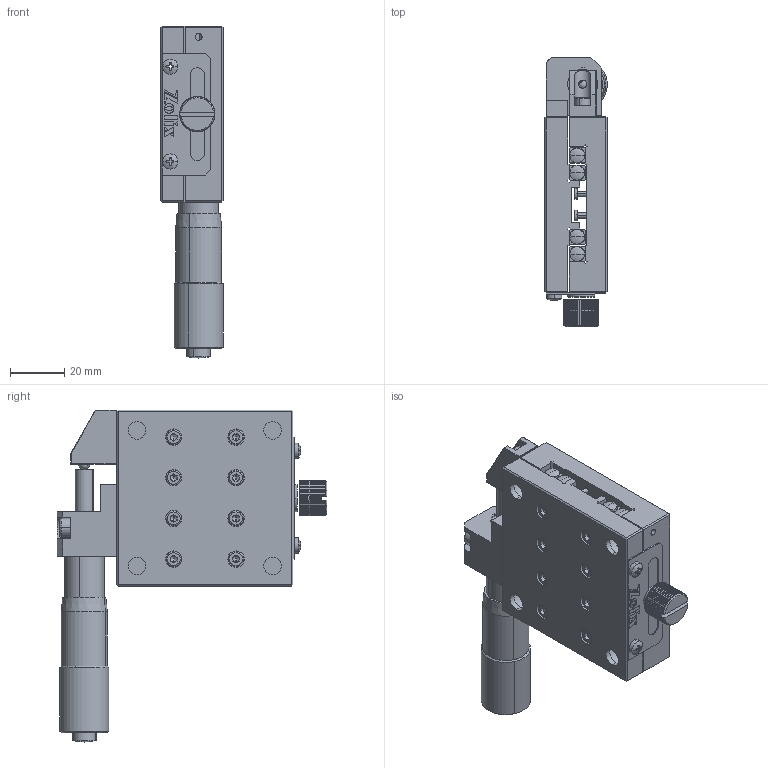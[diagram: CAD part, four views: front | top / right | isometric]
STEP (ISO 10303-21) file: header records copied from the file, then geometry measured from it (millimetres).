
FILE_DESCRIPTION (( 'STEP AP203' ), '1' );
FILE_NAME ('SK25A-65SR.step', '2019-05-08T07:40:00', ( '' ), ( '' ), 'SwSTEP 2.0', 'SolidWorks 2017', '' );
FILE_SCHEMA (( 'CONFIG_CONTROL_DESIGN' ));
Length unit declared in the file: millimetre
Products named in the file (1): SK25A-65SR
Bounding box: 23.07 x 99.5 x 122.5 mm (x, y, z)
Surface area: 42490.3 mm2 (no closed solid volume)
Topology: 0 solids, 44 shells, 854 faces, 2977 edges, 2037 vertices
Faces by surface type: plane 455, cylinder 235, cone 97, torus 42, bspline 16, sphere 9
Entity records: 31908 total; most frequent: CARTESIAN_POINT 6712, DIRECTION 5379, ORIENTED_EDGE 4591, EDGE_CURVE 2917, VERTEX_POINT 2034, AXIS2_PLACEMENT_3D 1805, LINE 1769, VECTOR 1769
